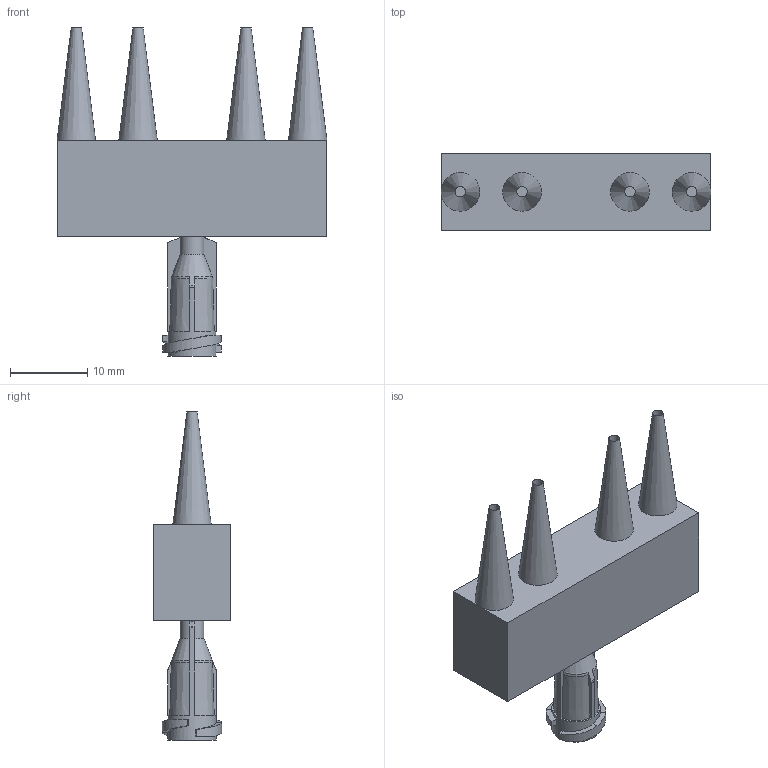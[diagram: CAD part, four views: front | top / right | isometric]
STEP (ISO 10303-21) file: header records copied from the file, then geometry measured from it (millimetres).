
FILE_DESCRIPTION(/* description */ (''),/* implementation_level */ '2;1');
FILE_NAME(/* name */ '4Outlet90DegSplit.step',/* time_stamp */ '2025-09-10T09:14:06+03:00',/* author */ (''),/* organization */ (''),/* preprocessor_version */ 'ST-DEVELOPER v20.1',/* originating_system */ 'Autodesk Translation Framework v14.10.0.0',/* authorisation */ '');
FILE_SCHEMA (('AUTOMOTIVE_DESIGN { 1 0 10303 214 3 1 1 }'));
Length unit declared in the file: millimetre
Products named in the file (2): 4 Outlet 90 deg new (v2~recovered); LuerLock needle
Assembly tree (1 placements, depth 2):
  4 Outlet 90 deg new (v2~recovered)
    LuerLock needle
Bounding box: 35 x 10 x 42.54 mm (x, y, z)
Volume: 4926.2 mm3; surface area: 3501.3 mm2
Topology: 1 solids, 1 shells, 86 faces, 245 edges, 158 vertices
Faces by surface type: plane 31, cylinder 17, cone 15, torus 14, bspline 9
Full cylindrical faces by diameter (mm): 1.35 x13, 3.1 x1, 6.3 x1
Entity records: 3219 total; most frequent: CARTESIAN_POINT 982, ORIENTED_EDGE 474, DIRECTION 441, EDGE_CURVE 237, AXIS2_PLACEMENT_3D 180, VERTEX_POINT 154, CIRCLE 89, EDGE_LOOP 87
